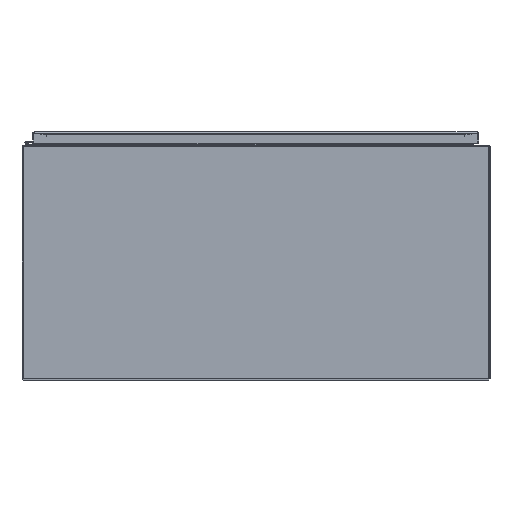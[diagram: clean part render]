
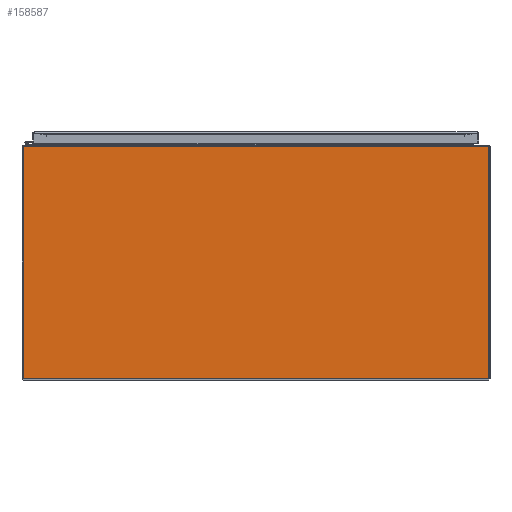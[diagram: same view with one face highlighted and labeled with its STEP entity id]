
A CAD part, front view. The second image highlights one B-rep face of the part: STEP entity #158587.
In plain terms, the highlighted face is planar.
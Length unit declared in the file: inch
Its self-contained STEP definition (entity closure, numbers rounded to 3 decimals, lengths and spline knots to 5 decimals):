
#3866 = EDGE_CURVE ( 'NONE', #170499, #28861, #151684, .T. ) ;
#4165 = EDGE_CURVE ( 'NONE', #80549, #149436, #197862, .T. ) ;
#16834 = EDGE_CURVE ( 'NONE', #28861, #80549, #66483, .T. ) ;
#17668 = CARTESIAN_POINT ( 'NONE',  ( -17.9688, -8.8907, 0.0937 ) ) ;
#28861 = VERTEX_POINT ( 'NONE', #136623 ) ;
#31398 = DIRECTION ( 'NONE',  ( 0., 1., 0. ) ) ;
#31730 = LINE ( 'NONE', #85220, #114325 ) ;
#35310 = CARTESIAN_POINT ( 'NONE',  ( -17.9688, -9.01565, 0.0937 ) ) ;
#55520 = CARTESIAN_POINT ( 'NONE',  ( 17.9688, -8.8907, 0.0937 ) ) ;
#64263 = ORIENTED_EDGE ( 'NONE', *, *, #16834, .F. ) ;
#66483 = LINE ( 'NONE', #78820, #192258 ) ;
#71760 = DIRECTION ( 'NONE',  ( 1., 0., 0. ) ) ;
#78820 = CARTESIAN_POINT ( 'NONE',  ( -17.9688, 9.01565, 0.0937 ) ) ;
#80549 = VERTEX_POINT ( 'NONE', #191856 ) ;
#85220 = CARTESIAN_POINT ( 'NONE',  ( -8.9844, -8.8907, 0.0937 ) ) ;
#94032 = CARTESIAN_POINT ( 'NONE',  ( 0., 0., 0.0937 ) ) ;
#108165 = VECTOR ( 'NONE', #31398, 39.37008 ) ;
#109745 = PLANE ( 'NONE',  #153673 ) ;
#110453 = DIRECTION ( 'NONE',  ( 1., 0., 0. ) ) ;
#114325 = VECTOR ( 'NONE', #166801, 39.37008 ) ;
#126771 = ORIENTED_EDGE ( 'NONE', *, *, #3866, .F. ) ;
#136623 = CARTESIAN_POINT ( 'NONE',  ( -17.9688, 9.01565, 0.0937 ) ) ;
#142299 = ORIENTED_EDGE ( 'NONE', *, *, #4165, .F. ) ;
#149436 = VERTEX_POINT ( 'NONE', #55520 ) ;
#151684 = LINE ( 'NONE', #35310, #108165 ) ;
#153315 = FACE_OUTER_BOUND ( 'NONE', #189680, .T. ) ;
#153673 = AXIS2_PLACEMENT_3D ( 'NONE', #94032, #209021, #110453 ) ;
#153954 = VECTOR ( 'NONE', #186302, 39.37008 ) ;
#158587 = ADVANCED_FACE ( 'NONE', ( #153315 ), #109745, .T. ) ;
#166801 = DIRECTION ( 'NONE',  ( 1., 0., 0. ) ) ;
#170499 = VERTEX_POINT ( 'NONE', #17668 ) ;
#184559 = ORIENTED_EDGE ( 'NONE', *, *, #201393, .T. ) ;
#186302 = DIRECTION ( 'NONE',  ( 0., -1., 0. ) ) ;
#186543 = CARTESIAN_POINT ( 'NONE',  ( 17.9688, 9.01565, 0.0937 ) ) ;
#189680 = EDGE_LOOP ( 'NONE', ( #184559, #142299, #64263, #126771 ) ) ;
#191856 = CARTESIAN_POINT ( 'NONE',  ( 17.9688, 9.01565, 0.0937 ) ) ;
#192258 = VECTOR ( 'NONE', #71760, 39.37008 ) ;
#197862 = LINE ( 'NONE', #186543, #153954 ) ;
#201393 = EDGE_CURVE ( 'NONE', #170499, #149436, #31730, .T. ) ;
#209021 = DIRECTION ( 'NONE',  ( 0., 0., 1. ) ) ;
